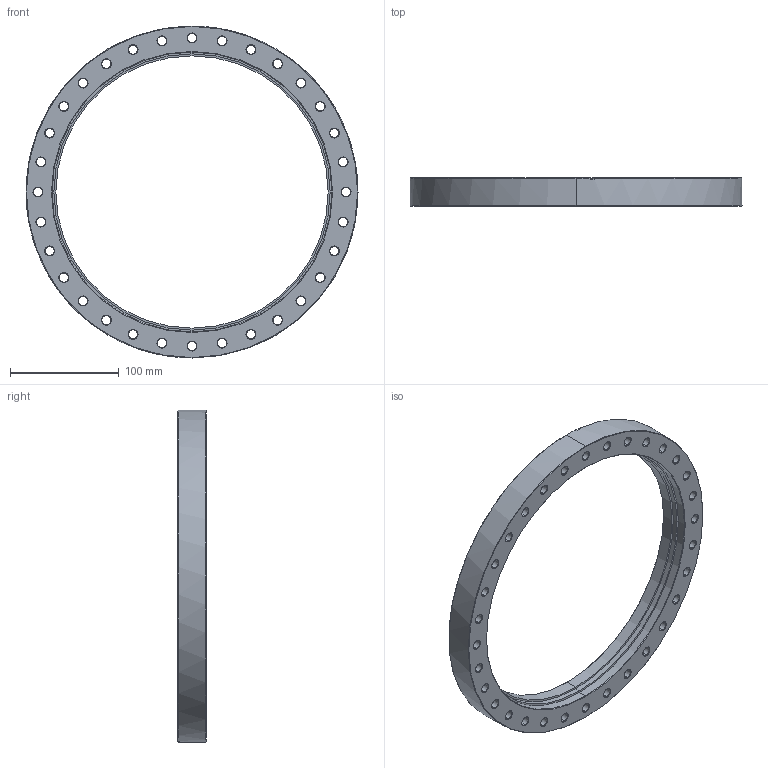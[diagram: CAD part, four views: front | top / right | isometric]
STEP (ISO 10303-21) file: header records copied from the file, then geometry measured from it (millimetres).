
FILE_DESCRIPTION (( 'STEP AP214' ), '1' );
FILE_NAME ('Hositrad_CF250-254R.STEP', '2016-05-24T08:14:18', ( '' ), ( '' ), 'SwSTEP 2.0', 'SolidWorks 2016', '' );
FILE_SCHEMA (( 'AUTOMOTIVE_DESIGN' ));
Length unit declared in the file: millimetre
Products named in the file (1): Hositrad_CF250-254R
Bounding box: 306 x 26 x 306 mm (x, y, z)
Volume: 533610.7 mm3; surface area: 151587.3 mm2
Topology: 2 solids, 2 shells, 230 faces, 536 edges, 311 vertices
Faces by surface type: cone 141, cylinder 76, plane 13
Entity records: 6712 total; most frequent: DIRECTION 1295, CARTESIAN_POINT 1090, ORIENTED_EDGE 1072, EDGE_CURVE 536, AXIS2_PLACEMENT_3D 532, VERTEX_POINT 311, CIRCLE 301, EDGE_LOOP 299
